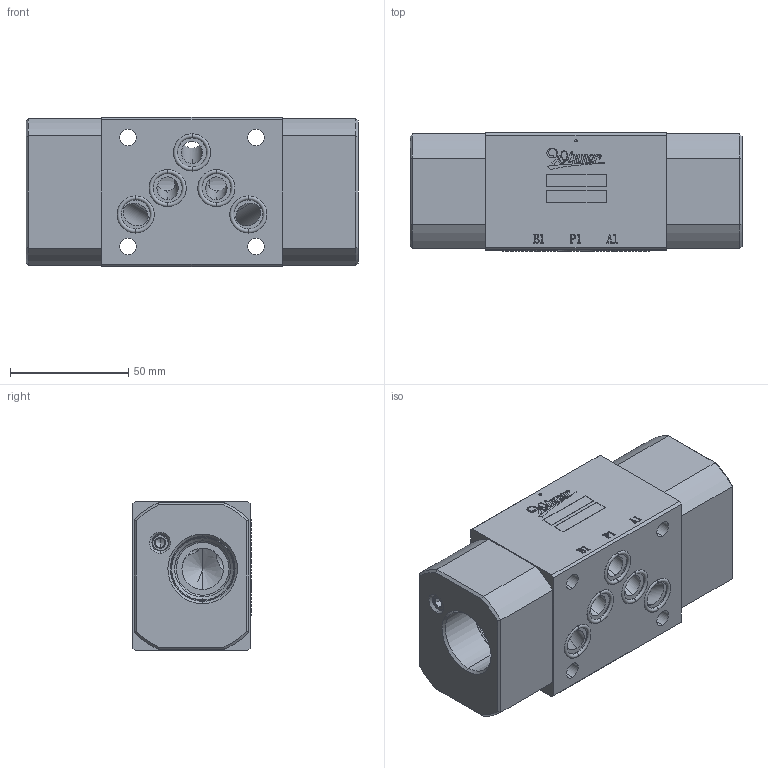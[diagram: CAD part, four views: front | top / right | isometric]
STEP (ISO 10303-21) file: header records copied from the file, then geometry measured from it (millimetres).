
FILE_DESCRIPTION (( 'STEP AP203' ), '1' );
FILE_NAME ('MH05CDS-2A3-2A3-Z01.STEP', '2025-01-10T02:34:31', ( 'user' ), ( '' ), 'SwSTEP 2.0', 'SolidWorks 2018', '' );
FILE_SCHEMA (( 'CONFIG_CONTROL_DESIGN' ));
Length unit declared in the file: millimetre
Products named in the file (4): 4KAA014AA001_組合用; MH05CDS-2A3-2A3-Z01; 6EC05060CDSXXA001; 5DBP00A002
Assembly tree (8 placements, depth 2):
  MH05CDS-2A3-2A3-Z01
    4KAA014AA001_組合用  x5
    5DBP00A002  x2
    6EC05060CDSXXA001
Bounding box: 140.2 x 49.98 x 63 mm (x, y, z)
Volume: 332909.3 mm3; surface area: 60707.7 mm2
Topology: 8 solids, 8 shells, 625 faces, 1671 edges, 1059 vertices
Faces by surface type: cylinder 261, plane 200, cone 93, bspline 51, torus 20
Entity records: 23906 total; most frequent: CARTESIAN_POINT 9347, ORIENTED_EDGE 3054, DIRECTION 2799, EDGE_CURVE 1527, AXIS2_PLACEMENT_3D 1010, VERTEX_POINT 986, VECTOR 779, LINE 779
